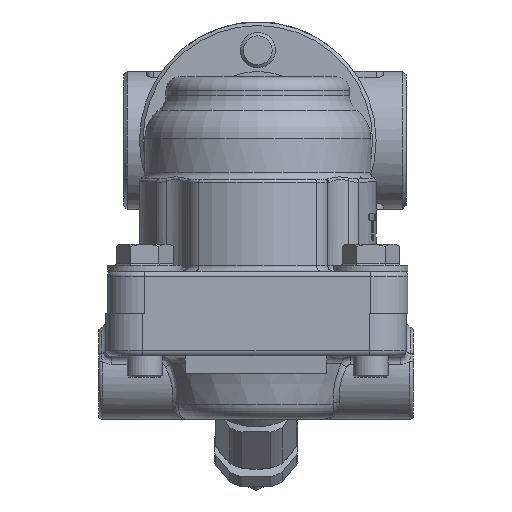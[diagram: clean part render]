
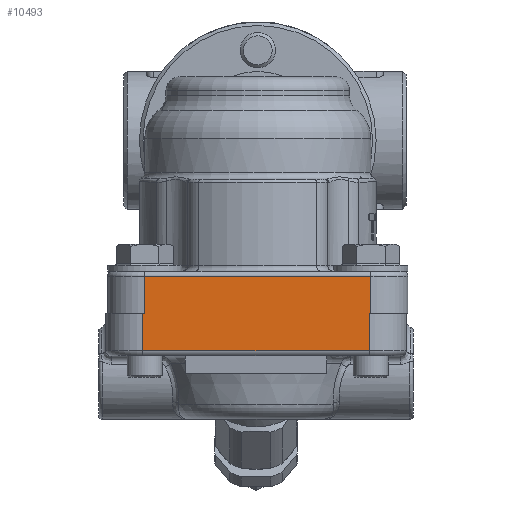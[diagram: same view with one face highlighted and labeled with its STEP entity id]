
A CAD part, left-side view. The second image highlights one B-rep face of the part: STEP entity #10493.
In plain terms, the highlighted planar face has unit normal (-1, 0, 0).
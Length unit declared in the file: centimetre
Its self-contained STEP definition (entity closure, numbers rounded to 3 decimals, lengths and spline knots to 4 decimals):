
#1680=FACE_OUTER_BOUND('',#2400,.T.);
#2400=EDGE_LOOP('',(#7025,#7026,#7027,#7028,#7029,#7030,#7031,#7032));
#3233=LINE('',#15872,#3726);
#3234=LINE('',#15874,#3727);
#3235=LINE('',#15876,#3728);
#3236=LINE('',#15878,#3729);
#3237=LINE('',#15880,#3730);
#3238=LINE('',#15882,#3731);
#3239=LINE('',#15884,#3732);
#3240=LINE('',#15885,#3733);
#3726=VECTOR('',#12738,6.4);
#3727=VECTOR('',#12739,1.05);
#3728=VECTOR('',#12740,0.05);
#3729=VECTOR('',#12741,1.05);
#3730=VECTOR('',#12742,6.4);
#3731=VECTOR('',#12743,1.05);
#3732=VECTOR('',#12744,0.05);
#3733=VECTOR('',#12745,1.05);
#4317=VERTEX_POINT('',#15870);
#4318=VERTEX_POINT('',#15871);
#4319=VERTEX_POINT('',#15873);
#4320=VERTEX_POINT('',#15875);
#4321=VERTEX_POINT('',#15877);
#4322=VERTEX_POINT('',#15879);
#4323=VERTEX_POINT('',#15881);
#4324=VERTEX_POINT('',#15883);
#5337=EDGE_CURVE('',#4317,#4318,#3233,.T.);
#5338=EDGE_CURVE('',#4319,#4317,#3234,.T.);
#5339=EDGE_CURVE('',#4320,#4319,#3235,.T.);
#5340=EDGE_CURVE('',#4320,#4321,#3236,.T.);
#5341=EDGE_CURVE('',#4322,#4321,#3237,.T.);
#5342=EDGE_CURVE('',#4323,#4322,#3238,.T.);
#5343=EDGE_CURVE('',#4324,#4323,#3239,.T.);
#5344=EDGE_CURVE('',#4318,#4324,#3240,.T.);
#7025=ORIENTED_EDGE('',*,*,#5337,.F.);
#7026=ORIENTED_EDGE('',*,*,#5338,.F.);
#7027=ORIENTED_EDGE('',*,*,#5339,.F.);
#7028=ORIENTED_EDGE('',*,*,#5340,.T.);
#7029=ORIENTED_EDGE('',*,*,#5341,.F.);
#7030=ORIENTED_EDGE('',*,*,#5342,.F.);
#7031=ORIENTED_EDGE('',*,*,#5343,.F.);
#7032=ORIENTED_EDGE('',*,*,#5344,.F.);
#9896=PLANE('',#11266);
#10493=ADVANCED_FACE('',(#1680),#9896,.T.);
#11266=AXIS2_PLACEMENT_3D('',#15869,#12736,#12737);
#12736=DIRECTION('center_axis',(-1.,0.,0.));
#12737=DIRECTION('ref_axis',(0.,0.,1.));
#12738=DIRECTION('',(0.,-1.,0.));
#12739=DIRECTION('',(0.,0.,1.));
#12740=DIRECTION('',(0.,-1.,0.));
#12741=DIRECTION('',(0.,0.,-1.));
#12742=DIRECTION('',(0.,1.,0.));
#12743=DIRECTION('',(0.,0.,-1.));
#12744=DIRECTION('',(0.,1.,0.));
#12745=DIRECTION('',(0.,0.,-1.));
#15869=CARTESIAN_POINT('Origin',(-7.0741,3.3071,-7.1379));
#15870=CARTESIAN_POINT('',(-7.0741,10.7571,-6.0879));
#15871=CARTESIAN_POINT('',(-7.0741,4.3571,-6.0879));
#15872=CARTESIAN_POINT('',(-7.0741,5.4321,-6.0879));
#15873=CARTESIAN_POINT('',(-7.0741,10.7571,-7.1379));
#15874=CARTESIAN_POINT('',(-7.0741,10.7571,-7.1379));
#15875=CARTESIAN_POINT('',(-7.0741,10.8071,-7.1379));
#15876=CARTESIAN_POINT('',(-7.0741,10.8071,-7.1379));
#15877=CARTESIAN_POINT('',(-7.0741,10.8071,-8.1879));
#15878=CARTESIAN_POINT('',(-7.0741,10.8071,-7.1379));
#15879=CARTESIAN_POINT('',(-7.0741,4.4071,-8.1879));
#15880=CARTESIAN_POINT('',(-7.0741,9.2071,-8.1879));
#15881=CARTESIAN_POINT('',(-7.0741,4.4071,-7.1379));
#15882=CARTESIAN_POINT('',(-7.0741,4.4071,-7.1379));
#15883=CARTESIAN_POINT('',(-7.0741,4.3571,-7.1379));
#15884=CARTESIAN_POINT('',(-7.0741,3.3071,-7.1379));
#15885=CARTESIAN_POINT('',(-7.0741,4.3571,-7.1379));
